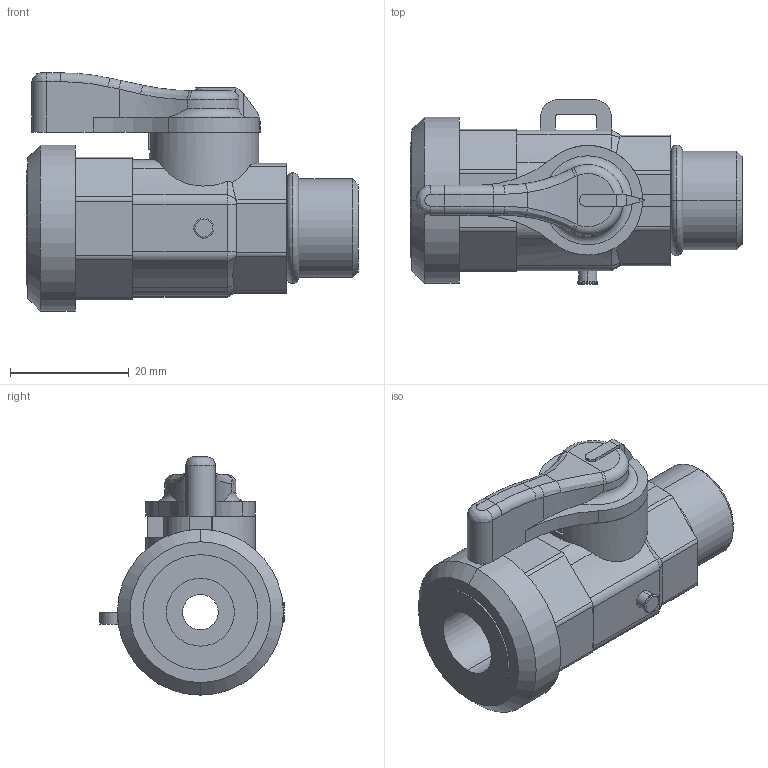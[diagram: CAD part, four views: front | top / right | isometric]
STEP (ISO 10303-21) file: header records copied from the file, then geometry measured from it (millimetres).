
FILE_DESCRIPTION(('STEP AP214'),'1');
FILE_NAME('cctmp_8CDB059C-77A3-4A8E-AF9B-C9968B7FA176_2018_12_6_15_4_42_924..stp','2018-12-06T14:04:43',('Praher Valves GmbH'),('CADClick - www.CADClick.com'),'Spatial InterOp 3D',' ','unknown authorization');
FILE_SCHEMA(('AUTOMOTIVE_DESIGN'));
Length unit declared in the file: millimetre
Products named in the file (1): 2018_12_06__15-04-42-924
Bounding box: 56 x 31.16 x 40.2 mm (x, y, z)
Volume: 24414.5 mm3; surface area: 8321 mm2
Topology: 1 solids, 1 shells, 195 faces, 511 edges, 326 vertices
Faces by surface type: cylinder 86, plane 70, cone 17, torus 15, bspline 7
Entity records: 9001 total; most frequent: CARTESIAN_POINT 1901, ORIENTED_EDGE 1022, DIRECTION 995, EDGE_CURVE 511, AXIS2_PLACEMENT_3D 370, STYLED_ITEM 345, PRESENTATION_STYLE_ASSIGNMENT 345, COLOUR_RGB 345
